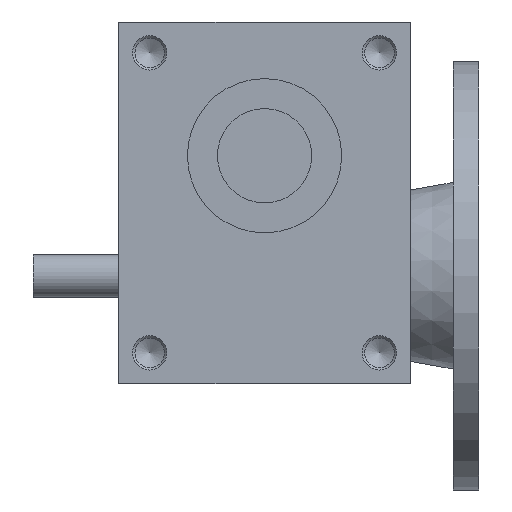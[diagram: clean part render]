
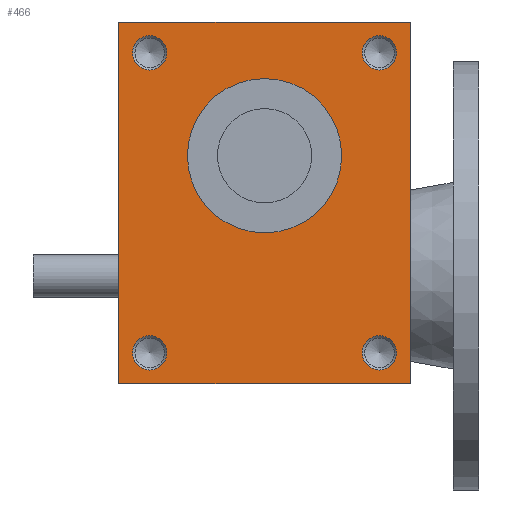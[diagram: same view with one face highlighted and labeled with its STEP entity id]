
A CAD part, front view. The second image highlights one B-rep face of the part: STEP entity #466.
In plain terms, the highlighted planar face has unit normal (0, -1, 0).
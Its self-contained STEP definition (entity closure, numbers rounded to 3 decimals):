
#466 = ADVANCED_FACE( '', ( #1021, #1022, #1023, #1024, #1025, #1026 ), #1027, .F. );
#1021 = FACE_BOUND( '', #1684, .T. );
#1022 = FACE_BOUND( '', #1685, .T. );
#1023 = FACE_BOUND( '', #1686, .T. );
#1024 = FACE_BOUND( '', #1687, .T. );
#1025 = FACE_BOUND( '', #1688, .T. );
#1026 = FACE_OUTER_BOUND( '', #1689, .T. );
#1027 = PLANE( '', #1690 );
#1684 = EDGE_LOOP( '', ( #2756 ) );
#1685 = EDGE_LOOP( '', ( #2757 ) );
#1686 = EDGE_LOOP( '', ( #2758 ) );
#1687 = EDGE_LOOP( '', ( #2759 ) );
#1688 = EDGE_LOOP( '', ( #2760 ) );
#1689 = EDGE_LOOP( '', ( #2761, #2762, #2763, #2764 ) );
#1690 = AXIS2_PLACEMENT_3D( '', #2765, #2766, #2767 );
#2756 = ORIENTED_EDGE( '', *, *, #3591, .F. );
#2757 = ORIENTED_EDGE( '', *, *, #3819, .F. );
#2758 = ORIENTED_EDGE( '', *, *, #3814, .F. );
#2759 = ORIENTED_EDGE( '', *, *, #3862, .F. );
#2760 = ORIENTED_EDGE( '', *, *, #3524, .T. );
#2761 = ORIENTED_EDGE( '', *, *, #3863, .T. );
#2762 = ORIENTED_EDGE( '', *, *, #3643, .F. );
#2763 = ORIENTED_EDGE( '', *, *, #3864, .F. );
#2764 = ORIENTED_EDGE( '', *, *, #3865, .T. );
#2765 = CARTESIAN_POINT( '', ( -85., -75., 105.5 ) );
#2766 = DIRECTION( '', ( 0., 1., 0. ) );
#2767 = DIRECTION( '', ( 0., 0., 1. ) );
#3524 = EDGE_CURVE( '', #4116, #4116, #4117, .T. );
#3591 = EDGE_CURVE( '', #4229, #4229, #4230, .T. );
#3643 = EDGE_CURVE( '', #4307, #4302, #4309, .T. );
#3814 = EDGE_CURVE( '', #4578, #4578, #4579, .T. );
#3819 = EDGE_CURVE( '', #4586, #4586, #4587, .T. );
#3862 = EDGE_CURVE( '', #4642, #4642, #4643, .T. );
#3863 = EDGE_CURVE( '', #4644, #4302, #4645, .T. );
#3864 = EDGE_CURVE( '', #4646, #4307, #4647, .T. );
#3865 = EDGE_CURVE( '', #4646, #4644, #4648, .T. );
#4116 = VERTEX_POINT( '', #4954 );
#4117 = CIRCLE( '', #4955, 45. );
#4229 = VERTEX_POINT( '', #5097 );
#4230 = CIRCLE( '', #5098, 10. );
#4302 = VERTEX_POINT( '', #5191 );
#4307 = VERTEX_POINT( '', #5198 );
#4309 = LINE( '', #5201, #5202 );
#4578 = VERTEX_POINT( '', #5554 );
#4579 = CIRCLE( '', #5555, 10. );
#4586 = VERTEX_POINT( '', #5562 );
#4587 = CIRCLE( '', #5563, 10. );
#4642 = VERTEX_POINT( '', #5631 );
#4643 = CIRCLE( '', #5632, 10. );
#4644 = VERTEX_POINT( '', #5633 );
#4645 = LINE( '', #5634, #5635 );
#4646 = VERTEX_POINT( '', #5636 );
#4647 = LINE( '', #5637, #5638 );
#4648 = LINE( '', #5639, #5640 );
#4954 = CARTESIAN_POINT( '', ( 45., -75., 27.5 ) );
#4955 = AXIS2_PLACEMENT_3D( '', #6019, #6020, #6021 );
#5097 = CARTESIAN_POINT( '', ( -67., -75., -97.5 ) );
#5098 = AXIS2_PLACEMENT_3D( '', #6109, #6110, #6111 );
#5191 = CARTESIAN_POINT( '', ( 85., -75., -105.5 ) );
#5198 = CARTESIAN_POINT( '', ( 85., -75., 105.5 ) );
#5201 = CARTESIAN_POINT( '', ( 85., -75., 105.5 ) );
#5202 = VECTOR( '', #6166, 1000. );
#5554 = CARTESIAN_POINT( '', ( 67., -75., 77.5 ) );
#5555 = AXIS2_PLACEMENT_3D( '', #6406, #6407, #6408 );
#5562 = CARTESIAN_POINT( '', ( -67., -75., 77.5 ) );
#5563 = AXIS2_PLACEMENT_3D( '', #6415, #6416, #6417 );
#5631 = CARTESIAN_POINT( '', ( 67., -75., -97.5 ) );
#5632 = AXIS2_PLACEMENT_3D( '', #6461, #6462, #6463 );
#5633 = CARTESIAN_POINT( '', ( -85., -75., -105.5 ) );
#5634 = CARTESIAN_POINT( '', ( -85., -75., -105.5 ) );
#5635 = VECTOR( '', #6464, 1000. );
#5636 = CARTESIAN_POINT( '', ( -85., -75., 105.5 ) );
#5637 = CARTESIAN_POINT( '', ( -85., -75., 105.5 ) );
#5638 = VECTOR( '', #6465, 1000. );
#5639 = CARTESIAN_POINT( '', ( -85., -75., 105.5 ) );
#5640 = VECTOR( '', #6466, 1000. );
#6019 = CARTESIAN_POINT( '', ( 0., -75., 27.5 ) );
#6020 = DIRECTION( '', ( 0., 1., 0. ) );
#6021 = DIRECTION( '', ( 1., 0., 0. ) );
#6109 = CARTESIAN_POINT( '', ( -67., -75., -87.5 ) );
#6110 = DIRECTION( '', ( 0., -1., 0. ) );
#6111 = DIRECTION( '', ( 0., 0., -1. ) );
#6166 = DIRECTION( '', ( 0., 0., -1. ) );
#6406 = CARTESIAN_POINT( '', ( 67., -75., 87.5 ) );
#6407 = DIRECTION( '', ( 0., -1., 0. ) );
#6408 = DIRECTION( '', ( 0., 0., -1. ) );
#6415 = CARTESIAN_POINT( '', ( -67., -75., 87.5 ) );
#6416 = DIRECTION( '', ( 0., -1., 0. ) );
#6417 = DIRECTION( '', ( 0., 0., -1. ) );
#6461 = CARTESIAN_POINT( '', ( 67., -75., -87.5 ) );
#6462 = DIRECTION( '', ( 0., -1., 0. ) );
#6463 = DIRECTION( '', ( 0., 0., -1. ) );
#6464 = DIRECTION( '', ( 1., 0., 0. ) );
#6465 = DIRECTION( '', ( 1., 0., 0. ) );
#6466 = DIRECTION( '', ( 0., 0., -1. ) );
